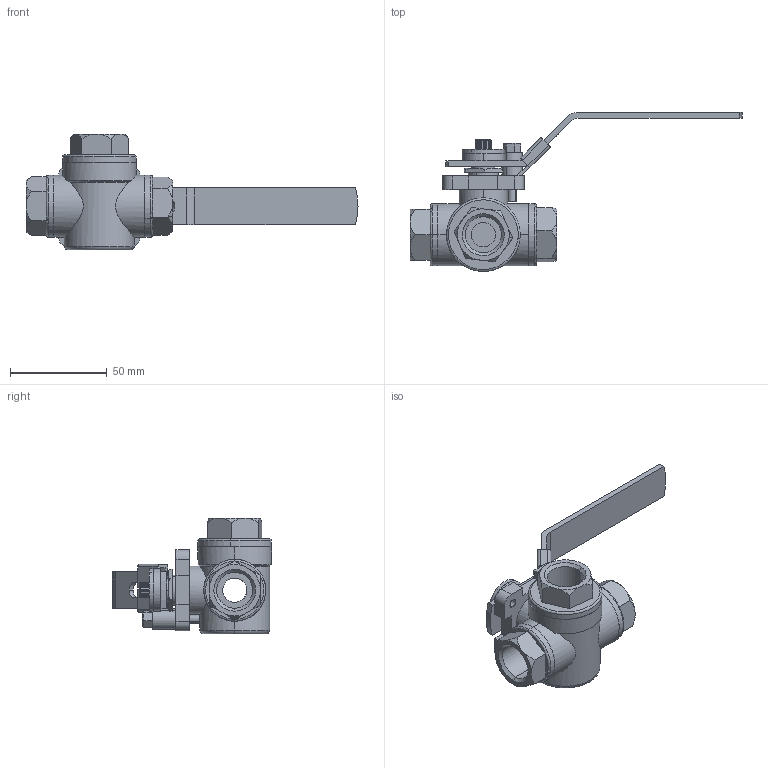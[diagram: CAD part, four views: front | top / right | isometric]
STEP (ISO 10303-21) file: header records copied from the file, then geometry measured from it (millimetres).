
FILE_DESCRIPTION((''),'2;1');
FILE_NAME('DN15_ASM','2015-02-13T',('Administrator'),(''),'PRO/ENGINEER BY PARAMETRIC TECHNOLOGY CORPORATION, 2011080','PRO/ENGINEER BY PARAMETRIC TECHNOLOGY CORPORATION, 2011080','');
FILE_SCHEMA(('CONFIG_CONTROL_DESIGN'));
Length unit declared in the file: millimetre
Products named in the file (14): 3-B_BODY; PRT0061; PRT0062; PRT0063; PRT0064; PRT0065; PRT0066; PRT0067; PRT0068; PRT0069; PRT0070; 3-B_A; 3-B_BC; DN15_ASM
Assembly tree (14 placements, depth 2):
  DN15_ASM
    3-B_BODY
    PRT0061
    PRT0062
    PRT0063
    PRT0064
    PRT0065
    PRT0066
    PRT0067
    PRT0068
    PRT0069
    PRT0070
    3-B_A
    3-B_BC  x2
Bounding box: 171.34 x 82.1 x 59.8 mm (x, y, z)
Volume: 47068.7 mm3; surface area: 48958.6 mm2
Topology: 13 solids, 14 shells, 436 faces, 1127 edges, 738 vertices
Faces by surface type: plane 237, cylinder 150, cone 39, torus 10
Entity records: 13396 total; most frequent: CARTESIAN_POINT 3375, ORIENTED_EDGE 2046, DIRECTION 2019, EDGE_CURVE 1029, AXIS2_PLACEMENT_3D 739, VERTEX_POINT 675, VECTOR 541, LINE 541
